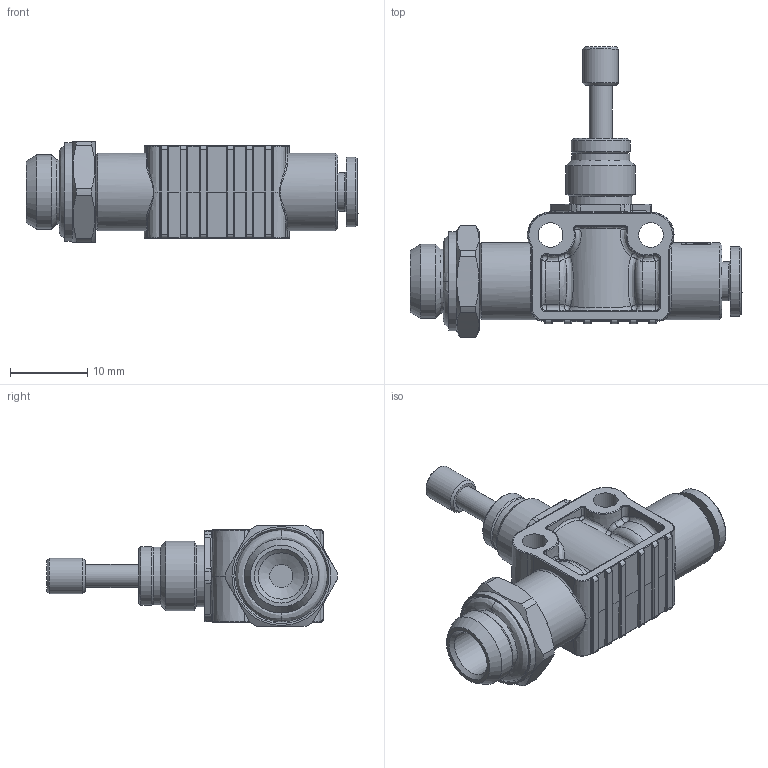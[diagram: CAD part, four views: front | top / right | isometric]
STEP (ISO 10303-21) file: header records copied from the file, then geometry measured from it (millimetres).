
FILE_DESCRIPTION(( 'MV.35.04.18C.stp' ), '1');
FILE_NAME( 'MV.35.04.18C.stp', '2019-06-20T08:41:07',( 'Sopra'),('sopra-pneumatic.com'), 'SwSTEP 2.0','SolidWorks 2009','' );
FILE_SCHEMA( ( 'CONFIG_CONTROL_DESIGN' ) );
Length unit declared in the file: millimetre
Products named in the file (3): 04250C11; NONE; 036-A062-2/011-0004-1-solid1
Assembly tree (2 placements, depth 2):
  04250C11
    NONE
    036-A062-2/011-0004-1-solid1
Bounding box: 43 x 37.64 x 13 mm (x, y, z)
Volume: 4709.1 mm3; surface area: 3798.8 mm2
Topology: 2 solids, 6 shells, 687 faces, 1732 edges, 1093 vertices
Faces by surface type: plane 266, bspline 183, cylinder 139, torus 55, cone 44
Full cylindrical faces by diameter (mm): 0.512 x1, 3 x2, 3.2 x2, 4.15 x1, 4.6 x1, 5.05 x1, 6 x1, 7.5 x1, 7.6 x1, 8 x1, 8.3 x1, 9 x2, 9.6 x1, 10 x2, 12.8 x1
Entity records: 33211 total; most frequent: CARTESIAN_POINT 18929, ORIENTED_EDGE 3354, DIRECTION 2126, EDGE_CURVE 1677, VERTEX_POINT 1079, B_SPLINE_CURVE_WITH_KNOTS 788, EDGE_LOOP 770, AXIS2_PLACEMENT_3D 745
